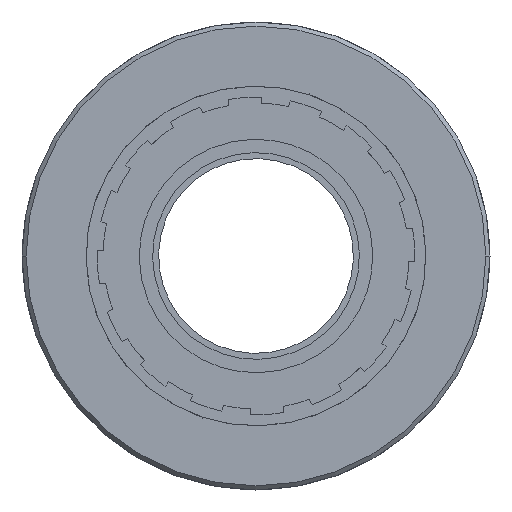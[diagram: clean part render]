
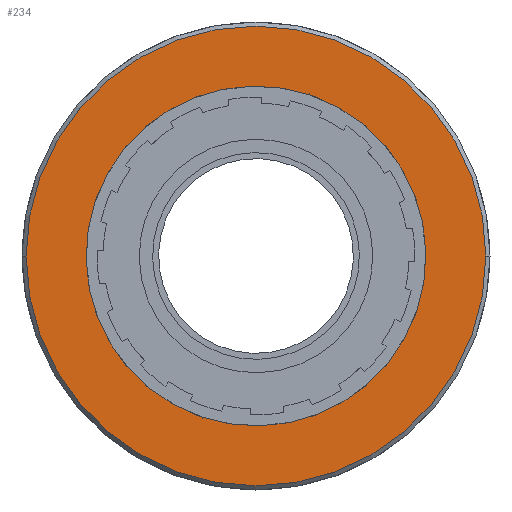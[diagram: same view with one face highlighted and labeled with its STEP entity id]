
A CAD part, front view. The second image highlights one B-rep face of the part: STEP entity #234.
In plain terms, the highlighted planar face has unit normal (0, -1, 0).
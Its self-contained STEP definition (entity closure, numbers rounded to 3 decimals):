
#234=ADVANCED_FACE('',(#613,#614),#615,.F.);
#613=FACE_OUTER_BOUND('',#1161,.T.);
#614=FACE_BOUND('',#1162,.T.);
#615=PLANE('',#1163);
#1161=EDGE_LOOP('',(#1776,#1777));
#1162=EDGE_LOOP('',(#1778,#1779));
#1163=AXIS2_PLACEMENT_3D('',#1780,#1781,#1782);
#1776=ORIENTED_EDGE('',*,*,#3350,.F.);
#1777=ORIENTED_EDGE('',*,*,#3342,.F.);
#1778=ORIENTED_EDGE('',*,*,#3351,.T.);
#1779=ORIENTED_EDGE('',*,*,#3346,.T.);
#1780=CARTESIAN_POINT('',(0.,0.,0.0));
#1781=DIRECTION('',(0.0,1.0,0.0));
#1782=DIRECTION('',(1.0,0.0,-0.0));
#3342=EDGE_CURVE('',#4024,#4026,#4027,.T.);
#3346=EDGE_CURVE('',#4033,#4030,#4034,.T.);
#3350=EDGE_CURVE('',#4026,#4024,#4039,.T.);
#3351=EDGE_CURVE('',#4030,#4033,#4040,.T.);
#4024=VERTEX_POINT('',#5108);
#4026=VERTEX_POINT('',#5111);
#4027=CIRCLE('',#5112,38.35);
#4030=VERTEX_POINT('',#5116);
#4033=VERTEX_POINT('',#5120);
#4034=CIRCLE('',#5121,28.325);
#4039=CIRCLE('',#5127,38.35);
#4040=CIRCLE('',#5128,28.325);
#5108=CARTESIAN_POINT('',(38.35,0.,0.));
#5111=CARTESIAN_POINT('',(-38.35,0.,0.));
#5112=AXIS2_PLACEMENT_3D('',#6535,#6536,#6537);
#5116=CARTESIAN_POINT('',(28.325,0.,0.));
#5120=CARTESIAN_POINT('',(-28.325,0.,0.));
#5121=AXIS2_PLACEMENT_3D('',#6540,#6541,#6542);
#5127=AXIS2_PLACEMENT_3D('',#6547,#6548,#6549);
#5128=AXIS2_PLACEMENT_3D('',#6550,#6551,#6552);
#6535=CARTESIAN_POINT('',(0.0,0.,0.0));
#6536=DIRECTION('',(-0.0,1.0,0.0));
#6537=DIRECTION('',(1.0,0.0,0.0));
#6540=CARTESIAN_POINT('',(0.0,0.,0.0));
#6541=DIRECTION('',(0.0,1.0,0.0));
#6542=DIRECTION('',(-1.0,0.0,0.0));
#6547=CARTESIAN_POINT('',(0.0,0.,0.0));
#6548=DIRECTION('',(-0.0,1.0,0.0));
#6549=DIRECTION('',(1.0,0.0,0.0));
#6550=CARTESIAN_POINT('',(0.0,0.,0.0));
#6551=DIRECTION('',(0.0,1.0,0.0));
#6552=DIRECTION('',(-1.0,0.0,0.0));
